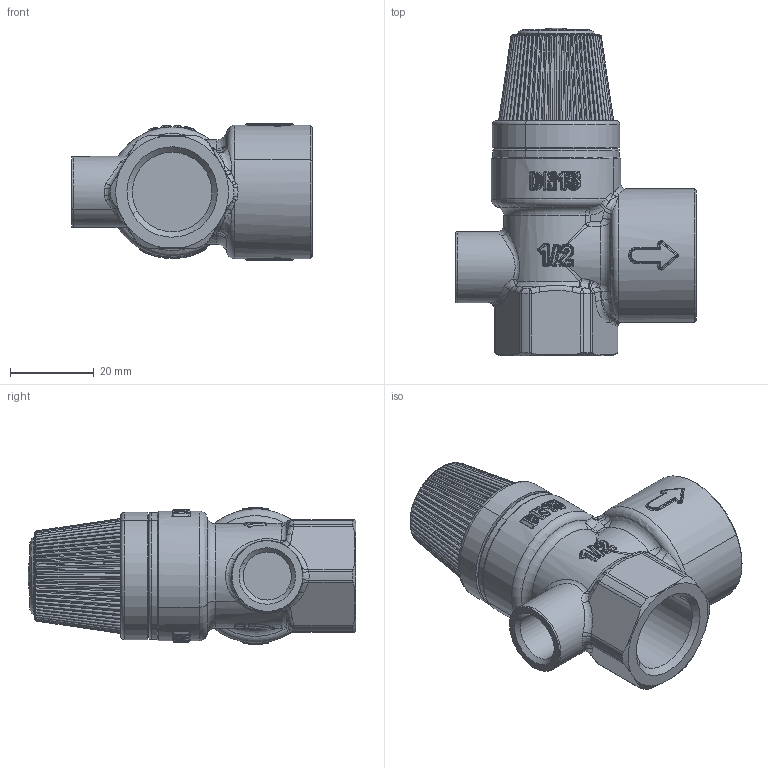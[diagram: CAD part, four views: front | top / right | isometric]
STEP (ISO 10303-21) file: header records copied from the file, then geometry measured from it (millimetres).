
FILE_DESCRIPTION(('CATIA V5 STEP Exchange'),'2;1');
FILE_NAME('STEP_532142_-_TST.stp','2017-09-04T08:39:33+00:00',('none'),('none'),'CATIA Version 5-6 Release 2014 SP5','CATIA V5 STEP AP203','none');
FILE_SCHEMA(('CONFIG_CONTROL_DESIGN'));
Products named in the file (1): 532142 - TST
Bounding box: 57.5 x 78.4 x 32.7 mm (x, y, z)
Volume: 47806.4 mm3; surface area: 16919.6 mm2
Topology: 2 solids, 2 shells, 1539 faces, 3783 edges, 2118 vertices
Faces by surface type: bspline 1062, cylinder 179, sphere 96, torus 89, plane 85, cone 28
Entity records: 95502 total; most frequent: CARTESIAN_POINT 70242, ORIENTED_EDGE 7286, EDGE_CURVE 3643, B_SPLINE_CURVE_WITH_KNOTS 2908, VERTEX_POINT 2118, EDGE_LOOP 1555, ADVANCED_FACE 1539, FACE_OUTER_BOUND 1539
